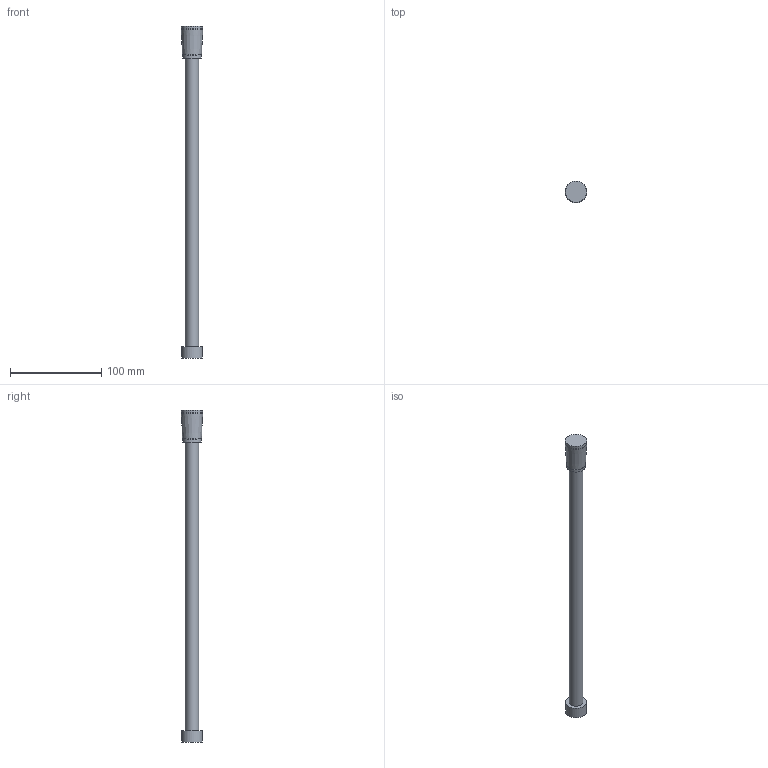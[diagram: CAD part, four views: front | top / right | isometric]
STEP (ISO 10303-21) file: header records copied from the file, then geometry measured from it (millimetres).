
FILE_DESCRIPTION(/* description */ ('Unknown'),/* implementation_level */ '2;1');
FILE_NAME(/* name */ '28410000',/* time_stamp */ '2022-09-08T16:42:18+02:00',/* author */ ('Unknown'),/* organization */ ('GROHE AG'),/* preprocessor_version */ 'ST-DEVELOPER v16.7',/* originating_system */ 'DEX',/* authorisation */ $);
FILE_SCHEMA (('AP242_MANAGED_MODEL_BASED_3D_ENGINEERING_MIM_LF { 1 0 10303 442 1 1 4 }','AUTOMOTIVE_DESIGN {1 0 10303 214 3 1 1}'));
Length unit declared in the file: millimetre
Products named in the file (2): 28410000
Assembly tree (1 placements, depth 2):
  28410000
    28410000
Bounding box: 23.7 x 23.7 x 363.72 mm (x, y, z)
Volume: 75321.9 mm3; surface area: 19566.4 mm2
Topology: 1 solids, 1 shells, 11 faces, 19 edges, 12 vertices
Faces by surface type: plane 4, cylinder 4, cone 3
Full cylindrical faces by diameter (mm): 15.099 x1, 19.999 x1, 23 x1, 23.099 x1
Entity records: 263 total; most frequent: DIRECTION 46, CARTESIAN_POINT 33, AXIS2_PLACEMENT_3D 23, ORIENTED_EDGE 20, EDGE_LOOP 20, FACE_BOUND 20, ADVANCED_FACE 11, EDGE_CURVE 10
